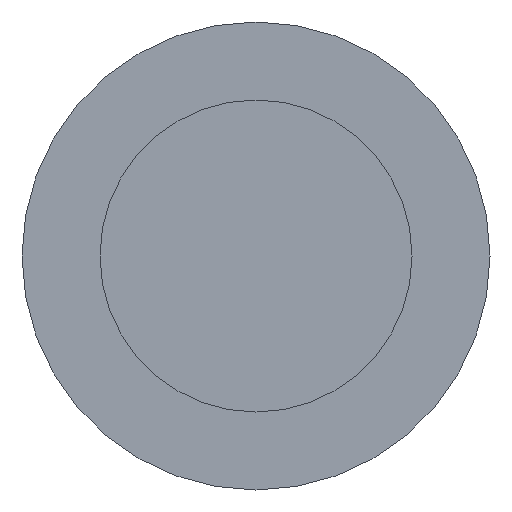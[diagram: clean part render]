
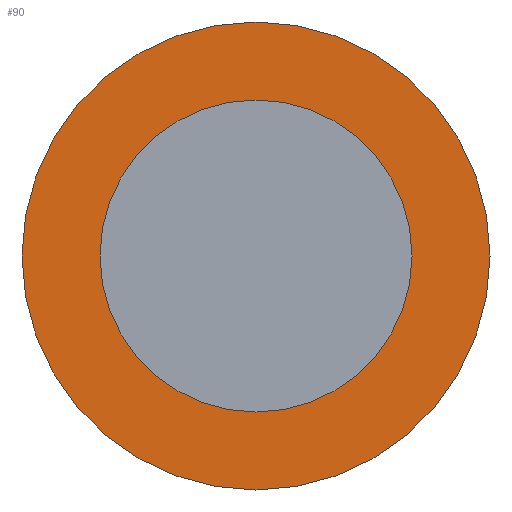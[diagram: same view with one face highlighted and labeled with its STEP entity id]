
A CAD part, front view. The second image highlights one B-rep face of the part: STEP entity #90.
In plain terms, the highlighted planar face has unit normal (0, -1, 0).
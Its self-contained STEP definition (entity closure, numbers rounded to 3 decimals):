
#16=FACE_BOUND('',#40,.T.);
#31=FACE_OUTER_BOUND('',#39,.T.);
#39=EDGE_LOOP('',(#75));
#40=EDGE_LOOP('',(#76));
#46=CIRCLE('',#124,3.);
#47=CIRCLE('',#126,2.);
#52=VERTEX_POINT('',#174);
#53=VERTEX_POINT('',#178);
#59=EDGE_CURVE('',#52,#52,#46,.T.);
#61=EDGE_CURVE('',#53,#53,#47,.T.);
#75=ORIENTED_EDGE('',*,*,#59,.T.);
#76=ORIENTED_EDGE('',*,*,#61,.F.);
#84=PLANE('',#125);
#90=ADVANCED_FACE('',(#31,#16),#84,.T.);
#124=AXIS2_PLACEMENT_3D('',#175,#149,#150);
#125=AXIS2_PLACEMENT_3D('',#177,#152,#153);
#126=AXIS2_PLACEMENT_3D('',#179,#154,#155);
#149=DIRECTION('center_axis',(0.,-1.,0.));
#150=DIRECTION('ref_axis',(1.,0.,0.));
#152=DIRECTION('center_axis',(0.,-1.,0.));
#153=DIRECTION('ref_axis',(0.,0.,-1.));
#154=DIRECTION('center_axis',(0.,-1.,0.));
#155=DIRECTION('ref_axis',(1.,0.,0.));
#174=CARTESIAN_POINT('',(-3.,10.,0.));
#175=CARTESIAN_POINT('Origin',(0.,10.,0.));
#177=CARTESIAN_POINT('Origin',(2.,10.,0.));
#178=CARTESIAN_POINT('',(-2.,10.,0.));
#179=CARTESIAN_POINT('Origin',(0.,10.,0.));
